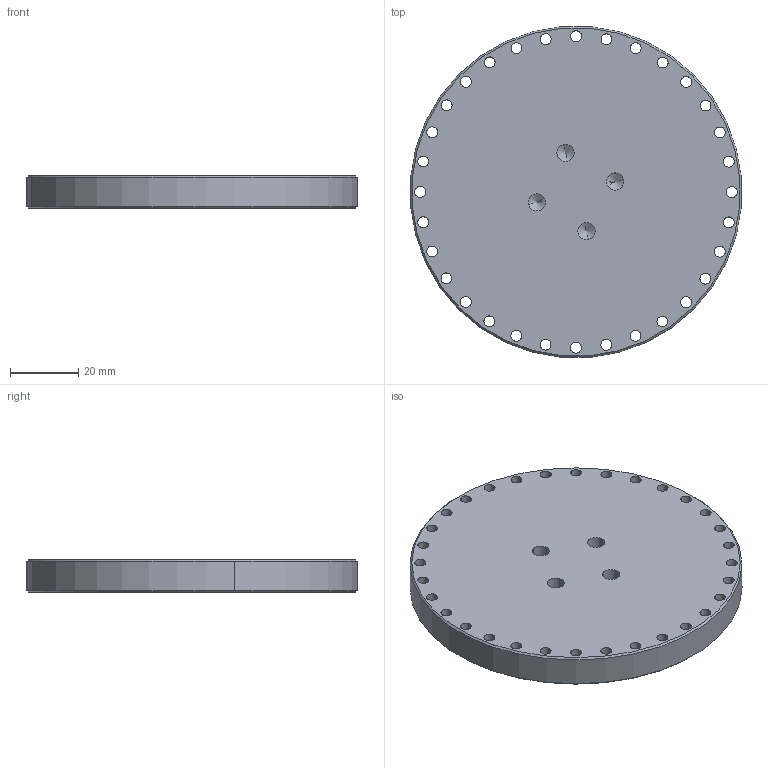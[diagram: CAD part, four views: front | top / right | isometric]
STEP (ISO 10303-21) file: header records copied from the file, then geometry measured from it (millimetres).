
FILE_DESCRIPTION(('CoCreate Modeling STEP Export'),'2;1');
FILE_NAME('backplate_ver_A.stp','2012-05-28T22:31:49',(''),(''),'CoCreate Modeling STEP processor for AP214 (Solid Model)','CoCreate Modeling 16.00A 16-Aug-2008 (C) Parametric Technology GmbH','');
FILE_SCHEMA(('AUTOMOTIVE_DESIGN { 1 0 10303 214 1 1 1 1 }'));
Length unit declared in the file: millimetre
Products named in the file (2): backplate_Cu
Assembly tree (1 placements, depth 2):
  backplate_Cu
    backplate_Cu
Bounding box: 96.64 x 96.64 x 9.5 mm (x, y, z)
Volume: 67250.3 mm3; surface area: 20364.1 mm2
Topology: 1 solids, 1 shells, 96 faces, 262 edges, 164 vertices
Faces by surface type: cylinder 82, cone 12, plane 2
Entity records: 2632 total; most frequent: ORIENTED_EDGE 508, CARTESIAN_POINT 385, DIRECTION 348, EDGE_CURVE 254, VERTEX_POINT 164, EDGE_LOOP 164, AXIS2_PLACEMENT_3D 127, FACE_OUTER_BOUND 96
